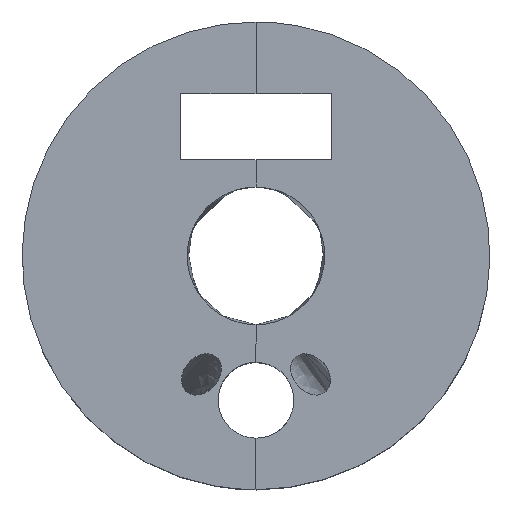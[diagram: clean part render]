
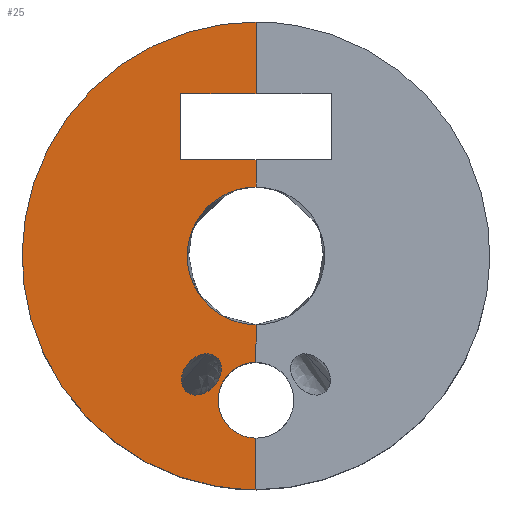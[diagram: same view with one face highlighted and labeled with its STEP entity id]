
A CAD part, top view. The second image highlights one B-rep face of the part: STEP entity #25.
In plain terms, the highlighted free-form (B-spline) face has degree [1, 2] with [2, 5] control points.
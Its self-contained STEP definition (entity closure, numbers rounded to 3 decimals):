
#15=FACE_BOUND('',#90,.T.);
#25=ADVANCED_FACE('',(#57,#15),#609,.T.);
#57=FACE_OUTER_BOUND('',#89,.T.);
#89=EDGE_LOOP('',(#163,#164,#165,#166,#167,#168,#169,#170,#171,#172,#173));
#90=EDGE_LOOP('',(#174,#175));
#163=ORIENTED_EDGE('',*,*,#336,.F.);
#164=ORIENTED_EDGE('',*,*,#329,.T.);
#165=ORIENTED_EDGE('',*,*,#359,.F.);
#166=ORIENTED_EDGE('',*,*,#364,.F.);
#167=ORIENTED_EDGE('',*,*,#362,.F.);
#168=ORIENTED_EDGE('',*,*,#368,.T.);
#169=ORIENTED_EDGE('',*,*,#337,.T.);
#170=ORIENTED_EDGE('',*,*,#410,.F.);
#171=ORIENTED_EDGE('',*,*,#420,.F.);
#172=ORIENTED_EDGE('',*,*,#413,.F.);
#173=ORIENTED_EDGE('',*,*,#409,.F.);
#174=ORIENTED_EDGE('',*,*,#430,.F.);
#175=ORIENTED_EDGE('',*,*,#390,.F.);
#329=EDGE_CURVE('',#537,#561,#476,.T.);
#336=EDGE_CURVE('',#537,#585,#434,.T.);
#337=EDGE_CURVE('',#536,#588,#435,.T.);
#359=EDGE_CURVE('',#560,#561,#494,.T.);
#362=EDGE_CURVE('',#564,#565,#497,.T.);
#364=EDGE_CURVE('',#565,#560,#499,.T.);
#368=EDGE_CURVE('',#564,#536,#502,.T.);
#390=EDGE_CURVE('',#578,#597,#521,.T.);
#409=EDGE_CURVE('',#585,#586,#527,.T.);
#410=EDGE_CURVE('',#587,#588,#528,.T.);
#413=EDGE_CURVE('',#586,#592,#462,.T.);
#420=EDGE_CURVE('',#592,#587,#467,.T.);
#430=EDGE_CURVE('',#597,#578,#534,.T.);
#434=(
BOUNDED_CURVE()
B_SPLINE_CURVE(2,(#1072,#1073,#1074,#1075,#1076),.UNSPECIFIED.,.F.,.F.)
B_SPLINE_CURVE_WITH_KNOTS((3,2,3),(0.,13.352,26.704),
 .UNSPECIFIED.)
CURVE()
GEOMETRIC_REPRESENTATION_ITEM()
RATIONAL_B_SPLINE_CURVE((1.,0.707,1.,0.707,1.))
REPRESENTATION_ITEM('')
);
#435=(
BOUNDED_CURVE()
B_SPLINE_CURVE(2,(#1077,#1078,#1079,#1080,#1081),.UNSPECIFIED.,.F.,.F.)
B_SPLINE_CURVE_WITH_KNOTS((3,2,3),(0.,13.352,26.704),
 .UNSPECIFIED.)
CURVE()
GEOMETRIC_REPRESENTATION_ITEM()
RATIONAL_B_SPLINE_CURVE((1.,0.707,1.,0.707,1.))
REPRESENTATION_ITEM('')
);
#462=(
BOUNDED_CURVE()
B_SPLINE_CURVE(2,(#1463,#1464,#1465),.UNSPECIFIED.,.F.,.F.)
B_SPLINE_CURVE_WITH_KNOTS((3,3),(2.16,4.32),
 .UNSPECIFIED.)
CURVE()
GEOMETRIC_REPRESENTATION_ITEM()
RATIONAL_B_SPLINE_CURVE((1.,0.707,1.))
REPRESENTATION_ITEM('')
);
#467=(
BOUNDED_CURVE()
B_SPLINE_CURVE(2,(#1485,#1486,#1487),.UNSPECIFIED.,.F.,.F.)
B_SPLINE_CURVE_WITH_KNOTS((3,3),(4.32,6.48),
 .UNSPECIFIED.)
CURVE()
GEOMETRIC_REPRESENTATION_ITEM()
RATIONAL_B_SPLINE_CURVE((1.,0.707,1.))
REPRESENTATION_ITEM('')
);
#476=B_SPLINE_CURVE_WITH_KNOTS('',1,(#1049,#1050),.UNSPECIFIED.,.F.,.F.,
(2,2),(28.736,29.736),.UNSPECIFIED.);
#494=B_SPLINE_CURVE_WITH_KNOTS('',1,(#1215,#1216),.UNSPECIFIED.,.F.,.F.,
(2,2),(0.,2.75),.UNSPECIFIED.);
#497=B_SPLINE_CURVE_WITH_KNOTS('',1,(#1221,#1222),.UNSPECIFIED.,.F.,.F.,
(2,2),(10.65,13.4),.UNSPECIFIED.);
#499=B_SPLINE_CURVE_WITH_KNOTS('',1,(#1225,#1226),.UNSPECIFIED.,.F.,.F.,
(2,2),(13.4,15.8),.UNSPECIFIED.);
#502=B_SPLINE_CURVE_WITH_KNOTS('',1,(#1254,#1255),.UNSPECIFIED.,.F.,.F.,
(2,2),(32.136,34.736),.UNSPECIFIED.);
#521=B_SPLINE_CURVE_WITH_KNOTS('',3,(#1379,#1380,#1381,#1382,#1383,#1384,
#1385,#1386,#1387,#1388,#1389,#1390,#1391),.UNSPECIFIED.,.F.,.F.,(4,2,2,
3,2,4),(0.,0.629,0.947,1.266,1.797,
2.362),.UNSPECIFIED.);
#527=B_SPLINE_CURVE_WITH_KNOTS('',1,(#1451,#1452),.UNSPECIFIED.,.F.,.F.,
(2,2),(28.736,30.111),.UNSPECIFIED.);
#528=B_SPLINE_CURVE_WITH_KNOTS('',1,(#1453,#1454),.UNSPECIFIED.,.F.,.F.,
(2,2),(32.861,34.736),.UNSPECIFIED.);
#534=B_SPLINE_CURVE_WITH_KNOTS('',3,(#1533,#1534,#1535,#1536,#1537,#1538,
#1539,#1540,#1541,#1542,#1543,#1544,#1545),.UNSPECIFIED.,.F.,.F.,(4,2,2,
3,2,4),(2.362,2.991,3.31,3.628,
4.159,4.724),.UNSPECIFIED.);
#536=VERTEX_POINT('',#982);
#537=VERTEX_POINT('',#983);
#560=VERTEX_POINT('',#1006);
#561=VERTEX_POINT('',#1007);
#564=VERTEX_POINT('',#1010);
#565=VERTEX_POINT('',#1011);
#578=VERTEX_POINT('',#1024);
#585=VERTEX_POINT('',#1031);
#586=VERTEX_POINT('',#1032);
#587=VERTEX_POINT('',#1033);
#588=VERTEX_POINT('',#1034);
#592=VERTEX_POINT('',#1038);
#597=VERTEX_POINT('',#1043);
#609=(
BOUNDED_SURFACE()
B_SPLINE_SURFACE(1,2,((#741,#742,#743,#744,#745),(#746,#747,#748,#749,#750)),
 .UNSPECIFIED.,.F.,.F.,.F.)
B_SPLINE_SURFACE_WITH_KNOTS((2,2),(3,2,3),(28.736,34.736),
(0.,13.352,26.704),.UNSPECIFIED.)
GEOMETRIC_REPRESENTATION_ITEM()
RATIONAL_B_SPLINE_SURFACE(((1.,0.707,1.,0.707,1.),
(1.,0.707,1.,0.707,1.)))
REPRESENTATION_ITEM('')
SURFACE()
);
#741=CARTESIAN_POINT('',(0.,2.5,7.));
#742=CARTESIAN_POINT('',(-2.5,2.5,7.));
#743=CARTESIAN_POINT('',(-2.5,0.,7.));
#744=CARTESIAN_POINT('',(-2.5,-2.5,7.));
#745=CARTESIAN_POINT('',(0.,-2.5,7.));
#746=CARTESIAN_POINT('',(0.,8.5,7.));
#747=CARTESIAN_POINT('',(-8.5,8.5,7.));
#748=CARTESIAN_POINT('',(-8.5,0.,7.));
#749=CARTESIAN_POINT('',(-8.5,-8.5,7.));
#750=CARTESIAN_POINT('',(0.,-8.5,7.));
#982=CARTESIAN_POINT('',(0.,8.5,7.));
#983=CARTESIAN_POINT('',(0.,2.5,7.));
#1006=CARTESIAN_POINT('',(-2.75,3.5,7.));
#1007=CARTESIAN_POINT('',(0.,3.5,7.));
#1010=CARTESIAN_POINT('',(0.,5.9,7.));
#1011=CARTESIAN_POINT('',(-2.75,5.9,7.));
#1024=CARTESIAN_POINT('',(-2.188,-5.062,7.));
#1031=CARTESIAN_POINT('',(0.,-2.5,7.));
#1032=CARTESIAN_POINT('',(0.,-3.875,7.));
#1033=CARTESIAN_POINT('',(0.,-6.625,7.));
#1034=CARTESIAN_POINT('',(0.,-8.5,7.));
#1038=CARTESIAN_POINT('',(-1.375,-5.25,7.));
#1043=CARTESIAN_POINT('',(-1.781,-3.561,7.));
#1049=CARTESIAN_POINT('',(0.,2.5,7.));
#1050=CARTESIAN_POINT('',(0.,3.5,7.));
#1072=CARTESIAN_POINT('',(0.,2.5,7.));
#1073=CARTESIAN_POINT('',(-2.5,2.5,7.));
#1074=CARTESIAN_POINT('',(-2.5,0.,7.));
#1075=CARTESIAN_POINT('',(-2.5,-2.5,7.));
#1076=CARTESIAN_POINT('',(0.,-2.5,7.));
#1077=CARTESIAN_POINT('',(0.,8.5,7.));
#1078=CARTESIAN_POINT('',(-8.5,8.5,7.));
#1079=CARTESIAN_POINT('',(-8.5,0.,7.));
#1080=CARTESIAN_POINT('',(-8.5,-8.5,7.));
#1081=CARTESIAN_POINT('',(0.,-8.5,7.));
#1215=CARTESIAN_POINT('',(-2.75,3.5,7.));
#1216=CARTESIAN_POINT('',(0.,3.5,7.));
#1221=CARTESIAN_POINT('',(0.,5.9,7.));
#1222=CARTESIAN_POINT('',(-2.75,5.9,7.));
#1225=CARTESIAN_POINT('',(-2.75,5.9,7.));
#1226=CARTESIAN_POINT('',(-2.75,3.5,7.));
#1254=CARTESIAN_POINT('',(0.,5.9,7.));
#1255=CARTESIAN_POINT('',(0.,8.5,7.));
#1379=CARTESIAN_POINT('',(-2.188,-5.062,7.));
#1380=CARTESIAN_POINT('',(-1.978,-5.062,7.));
#1381=CARTESIAN_POINT('',(-1.774,-4.962,7.));
#1382=CARTESIAN_POINT('',(-1.542,-4.76,7.));
#1383=CARTESIAN_POINT('',(-1.473,-4.681,7.));
#1384=CARTESIAN_POINT('',(-1.36,-4.507,7.));
#1385=CARTESIAN_POINT('',(-1.316,-4.411,7.));
#1386=CARTESIAN_POINT('',(-1.289,-4.311,7.));
#1387=CARTESIAN_POINT('',(-1.244,-4.146,7.));
#1388=CARTESIAN_POINT('',(-1.245,-3.958,7.));
#1389=CARTESIAN_POINT('',(-1.429,-3.64,7.));
#1390=CARTESIAN_POINT('',(-1.597,-3.561,7.));
#1391=CARTESIAN_POINT('',(-1.781,-3.561,7.));
#1451=CARTESIAN_POINT('',(0.,-2.5,7.));
#1452=CARTESIAN_POINT('',(0.,-3.875,7.));
#1453=CARTESIAN_POINT('',(0.,-6.625,7.));
#1454=CARTESIAN_POINT('',(0.,-8.5,7.));
#1463=CARTESIAN_POINT('',(0.,-3.875,7.));
#1464=CARTESIAN_POINT('',(-1.375,-3.875,7.));
#1465=CARTESIAN_POINT('',(-1.375,-5.25,7.));
#1485=CARTESIAN_POINT('',(-1.375,-5.25,7.));
#1486=CARTESIAN_POINT('',(-1.375,-6.625,7.));
#1487=CARTESIAN_POINT('',(0.,-6.625,7.));
#1533=CARTESIAN_POINT('',(-1.781,-3.561,7.));
#1534=CARTESIAN_POINT('',(-1.99,-3.561,7.));
#1535=CARTESIAN_POINT('',(-2.195,-3.66,7.));
#1536=CARTESIAN_POINT('',(-2.427,-3.862,7.));
#1537=CARTESIAN_POINT('',(-2.496,-3.942,7.));
#1538=CARTESIAN_POINT('',(-2.609,-4.115,7.));
#1539=CARTESIAN_POINT('',(-2.653,-4.211,7.));
#1540=CARTESIAN_POINT('',(-2.68,-4.311,7.));
#1541=CARTESIAN_POINT('',(-2.725,-4.477,7.));
#1542=CARTESIAN_POINT('',(-2.724,-4.665,7.));
#1543=CARTESIAN_POINT('',(-2.54,-4.982,7.));
#1544=CARTESIAN_POINT('',(-2.372,-5.062,7.));
#1545=CARTESIAN_POINT('',(-2.188,-5.062,7.));
